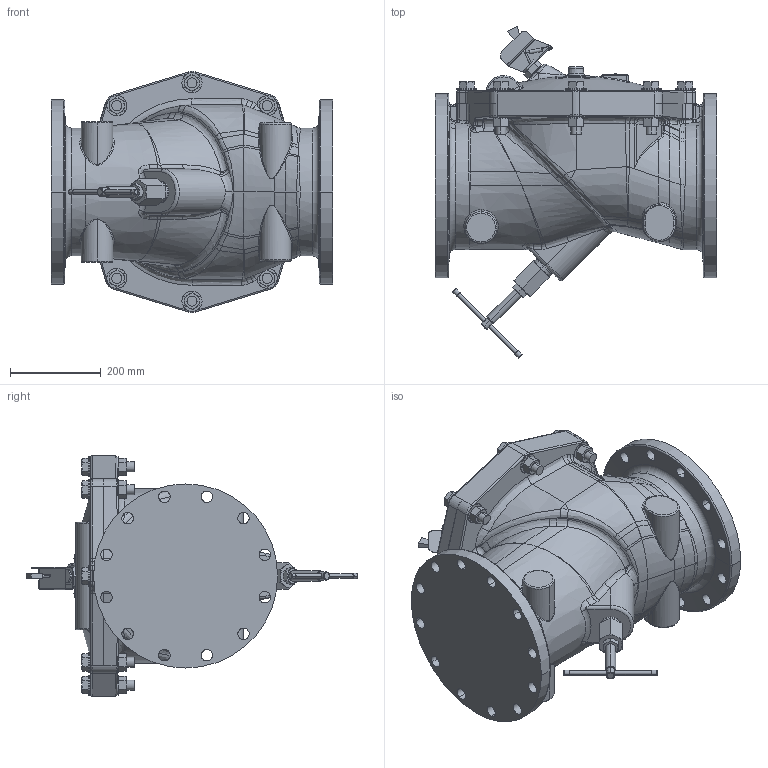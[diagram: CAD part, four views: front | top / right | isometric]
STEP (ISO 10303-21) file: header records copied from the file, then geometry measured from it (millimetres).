
FILE_DESCRIPTION((''),'2;1');
FILE_NAME('510ABFMI_SW0001','2023-11-01T09:06:00',('jlesh'),(''),'CREO PARAMETRIC BY PTC INC, 2023072','CREO PARAMETRIC BY PTC INC, 2023072','');
FILE_SCHEMA(('AUTOMOTIVE_DESIGN { 1 0 10303 214 1 1 1 1 }'));
Length unit declared in the file: inch
Products named in the file (1): 510ABFMI_SW0001
Bounding box: 622.3 x 732.92 x 532.59 mm (x, y, z)
Volume: 67106432.4 mm3; surface area: 1491076 mm2
Topology: 1 solids, 1 shells, 1175 faces, 2777 edges, 1650 vertices
Faces by surface type: bspline 383, plane 270, cylinder 244, cone 158, torus 103, sphere 15, extrusion 2
Entity records: 84813 total; most frequent: CARTESIAN_POINT 53848, ORIENTED_EDGE 5542, DIRECTION 4181, EDGE_CURVE 2771, AXIS2_PLACEMENT_3D 1778, VERTEX_POINT 1650, COLOUR_RGB 1335, EDGE_LOOP 1283
